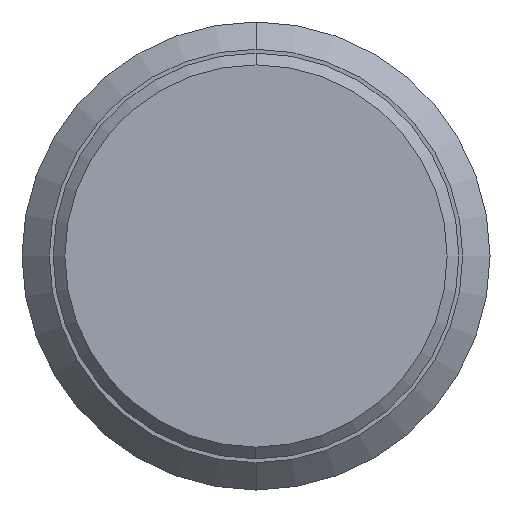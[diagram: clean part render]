
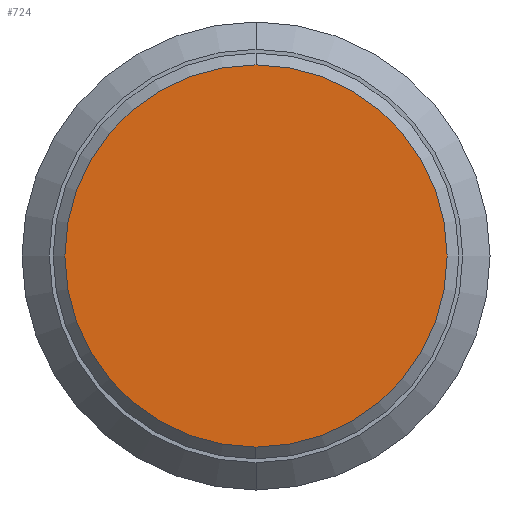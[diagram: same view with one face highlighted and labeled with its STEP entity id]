
A CAD part, front view. The second image highlights one B-rep face of the part: STEP entity #724.
In plain terms, the highlighted planar face has unit normal (0, -1, 0).
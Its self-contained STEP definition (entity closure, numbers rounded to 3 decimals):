
#724=ADVANCED_FACE('',(#1617),#1618,.T.);
#1617=FACE_OUTER_BOUND('',#2673,.T.);
#1618=PLANE('',#2674);
#2673=EDGE_LOOP('',(#4673,#4674));
#2674=AXIS2_PLACEMENT_3D('',#4675,#4676,#4677);
#4673=ORIENTED_EDGE('',*,*,#6598,.T.);
#4674=ORIENTED_EDGE('',*,*,#6742,.T.);
#4675=CARTESIAN_POINT('',(0.0,-8.0,2.45));
#4676=DIRECTION('',(0.0,-1.0,0.0));
#4677=DIRECTION('',(0.0,0.0,1.0));
#6598=EDGE_CURVE('',#7989,#7991,#7993,.T.);
#6742=EDGE_CURVE('',#7991,#7989,#8198,.T.);
#7989=VERTEX_POINT('',#10204);
#7991=VERTEX_POINT('',#10207);
#7993=CIRCLE('',#10210,4.9);
#8198=CIRCLE('',#10657,4.9);
#10204=CARTESIAN_POINT('',(0.0,-8.0,4.9));
#10207=CARTESIAN_POINT('',(0.,-8.0,-4.9));
#10210=AXIS2_PLACEMENT_3D('',#11836,#11837,#11838);
#10657=AXIS2_PLACEMENT_3D('',#12039,#12040,#12041);
#11836=CARTESIAN_POINT('',(0.0,-8.0,0.0));
#11837=DIRECTION('',(0.0,-1.0,0.0));
#11838=DIRECTION('',(0.0,0.0,1.0));
#12039=CARTESIAN_POINT('',(0.0,-8.0,0.0));
#12040=DIRECTION('',(0.0,-1.0,0.0));
#12041=DIRECTION('',(0.0,0.0,1.0));
